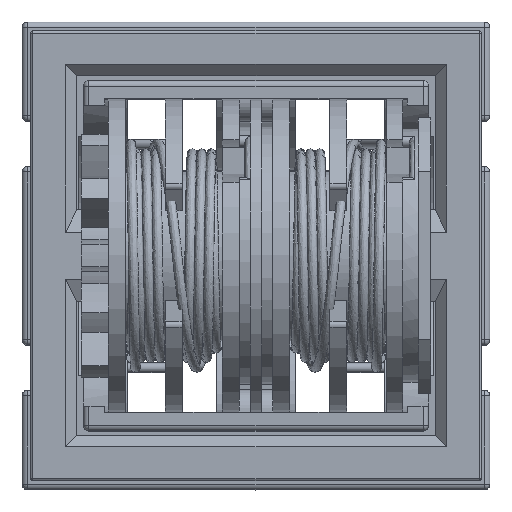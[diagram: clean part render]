
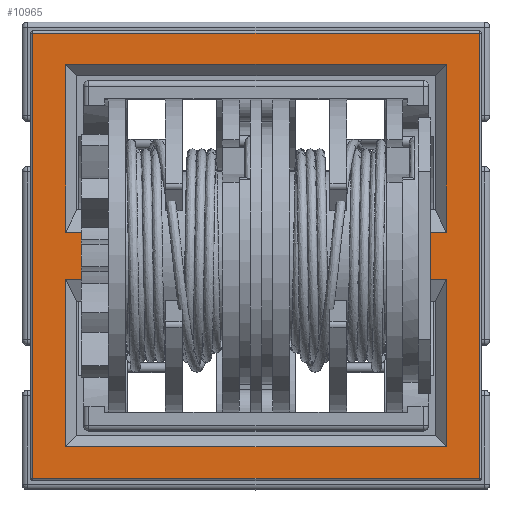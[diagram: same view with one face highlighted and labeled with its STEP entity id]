
A CAD part, top view. The second image highlights one B-rep face of the part: STEP entity #10965.
In plain terms, the highlighted planar face has unit normal (0, 0, 1).
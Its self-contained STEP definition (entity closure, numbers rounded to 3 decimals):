
#1205=LINE('',#21708,#2054);
#1215=LINE('',#21730,#2064);
#1218=LINE('',#21736,#2067);
#1221=LINE('',#21742,#2070);
#1222=LINE('',#21744,#2071);
#1233=LINE('',#21765,#2082);
#1236=LINE('',#21771,#2085);
#1239=LINE('',#21775,#2088);
#1319=LINE('',#22608,#2168);
#1320=LINE('',#22614,#2169);
#1330=LINE('',#22650,#2179);
#1331=LINE('',#22652,#2180);
#2054=VECTOR('',#16087,1000.);
#2064=VECTOR('',#16101,1000.);
#2067=VECTOR('',#16106,1000.);
#2070=VECTOR('',#16111,1000.);
#2071=VECTOR('',#16114,1000.);
#2082=VECTOR('',#16133,1000.);
#2085=VECTOR('',#16138,1000.);
#2088=VECTOR('',#16143,1000.);
#2168=VECTOR('',#16379,1000.);
#2169=VECTOR('',#16386,1000.);
#2179=VECTOR('',#16434,1000.);
#2180=VECTOR('',#16437,1000.);
#2522=PLANE('',#13202);
#5472=ORIENTED_EDGE('',*,*,#6898,.T.);
#5473=ORIENTED_EDGE('',*,*,#6905,.T.);
#5474=ORIENTED_EDGE('',*,*,#6904,.T.);
#5475=ORIENTED_EDGE('',*,*,#6901,.T.);
#5476=ORIENTED_EDGE('',*,*,#6922,.T.);
#5477=ORIENTED_EDGE('',*,*,#6888,.T.);
#5478=ORIENTED_EDGE('',*,*,#6916,.T.);
#5479=ORIENTED_EDGE('',*,*,#6919,.T.);
#5480=ORIENTED_EDGE('',*,*,#7141,.T.);
#5481=ORIENTED_EDGE('',*,*,#7142,.T.);
#5482=ORIENTED_EDGE('',*,*,#7122,.T.);
#5483=ORIENTED_EDGE('',*,*,#7119,.T.);
#6888=EDGE_CURVE('',#8003,#8001,#1205,.T.);
#6898=EDGE_CURVE('',#8010,#8012,#1215,.T.);
#6901=EDGE_CURVE('',#8014,#8010,#1218,.T.);
#6904=EDGE_CURVE('',#8016,#8014,#1221,.T.);
#6905=EDGE_CURVE('',#8012,#8016,#1222,.T.);
#6916=EDGE_CURVE('',#8001,#8021,#1233,.T.);
#6919=EDGE_CURVE('',#8021,#8023,#1236,.T.);
#6922=EDGE_CURVE('',#8023,#8003,#1239,.T.);
#7119=EDGE_CURVE('',#8153,#8152,#1319,.T.);
#7122=EDGE_CURVE('',#8155,#8153,#1320,.T.);
#7141=EDGE_CURVE('',#8152,#8161,#1330,.T.);
#7142=EDGE_CURVE('',#8161,#8155,#1331,.T.);
#8001=VERTEX_POINT('',#21706);
#8003=VERTEX_POINT('',#21709);
#8010=VERTEX_POINT('',#21725);
#8012=VERTEX_POINT('',#21729);
#8014=VERTEX_POINT('',#21734);
#8016=VERTEX_POINT('',#21740);
#8021=VERTEX_POINT('',#21763);
#8023=VERTEX_POINT('',#21769);
#8152=VERTEX_POINT('',#22605);
#8153=VERTEX_POINT('',#22609);
#8155=VERTEX_POINT('',#22615);
#8161=VERTEX_POINT('',#22646);
#9485=EDGE_LOOP('',(#5472,#5473,#5474,#5475));
#9486=EDGE_LOOP('',(#5476,#5477,#5478,#5479));
#9487=EDGE_LOOP('',(#5480,#5481,#5482,#5483));
#10272=FACE_BOUND('',#9485,.T.);
#10273=FACE_BOUND('',#9486,.T.);
#10274=FACE_BOUND('',#9487,.T.);
#10965=ADVANCED_FACE('',(#10272,#10273,#10274),#2522,.T.);
#13202=AXIS2_PLACEMENT_3D('',#22653,#16438,#16439);
#16087=DIRECTION('',(1.,0.,0.));
#16101=DIRECTION('',(-1.,0.,0.));
#16106=DIRECTION('',(0.,-1.,0.));
#16111=DIRECTION('',(1.,0.,0.));
#16114=DIRECTION('',(0.,1.,0.));
#16133=DIRECTION('',(0.,-1.,0.));
#16138=DIRECTION('',(-1.,0.,0.));
#16143=DIRECTION('',(0.,1.,0.));
#16379=DIRECTION('',(-1.,0.,0.));
#16386=DIRECTION('',(0.,1.,0.));
#16434=DIRECTION('',(0.,-1.,0.));
#16437=DIRECTION('',(1.,0.,0.));
#16438=DIRECTION('',(0.,0.,1.));
#16439=DIRECTION('',(0.,-1.,0.));
#21706=CARTESIAN_POINT('',(8.5,-1.05,10.27));
#21708=CARTESIAN_POINT('',(8.5,-1.05,10.27));
#21709=CARTESIAN_POINT('',(-8.5,-1.05,10.27));
#21725=CARTESIAN_POINT('',(8.5,1.05,10.27));
#21729=CARTESIAN_POINT('',(-8.5,1.05,10.27));
#21730=CARTESIAN_POINT('',(-10.075,1.05,10.27));
#21734=CARTESIAN_POINT('',(8.5,8.545,10.27));
#21736=CARTESIAN_POINT('',(8.5,-10.045,10.27));
#21740=CARTESIAN_POINT('',(-8.5,8.545,10.27));
#21742=CARTESIAN_POINT('',(-10.075,8.545,10.27));
#21744=CARTESIAN_POINT('',(-8.5,-10.045,10.27));
#21763=CARTESIAN_POINT('',(8.5,-8.545,10.27));
#21765=CARTESIAN_POINT('',(8.5,-8.045,10.27));
#21769=CARTESIAN_POINT('',(-8.5,-8.545,10.27));
#21771=CARTESIAN_POINT('',(-8.,-8.545,10.27));
#21775=CARTESIAN_POINT('',(-8.5,-2.05,10.27));
#22605=CARTESIAN_POINT('',(-9.975,9.945,10.27));
#22608=CARTESIAN_POINT('',(-10.075,9.945,10.27));
#22609=CARTESIAN_POINT('',(9.975,9.945,10.27));
#22614=CARTESIAN_POINT('',(9.975,10.045,10.27));
#22615=CARTESIAN_POINT('',(9.975,-9.945,10.27));
#22646=CARTESIAN_POINT('',(-9.975,-9.945,10.27));
#22650=CARTESIAN_POINT('',(-9.975,-10.045,10.27));
#22652=CARTESIAN_POINT('',(10.075,-9.945,10.27));
#22653=CARTESIAN_POINT('',(-10.075,-10.045,10.27));
